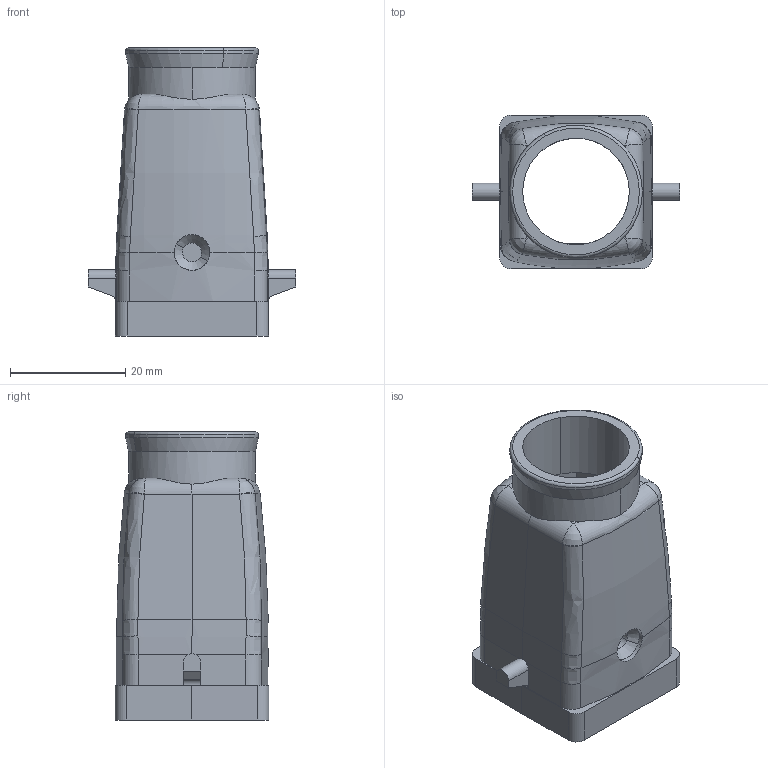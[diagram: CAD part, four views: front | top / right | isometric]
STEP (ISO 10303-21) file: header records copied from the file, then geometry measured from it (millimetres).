
FILE_DESCRIPTION(('CATIA V5R24 STEP','CAx-IF Rec.Pracs.--- Model Styling and Organization---1.2---2011-12-15'),'2;1');
FILE_NAME ('13491075_3', '2018-08-27T07:46:13+00:00', ('Weidmueller Interface'), ('Weidmueller'), 'CATIA Version 5-6 Release 2014 SP4 HF52', 'CATIA V5 STEP AP214', 'none');
FILE_SCHEMA(('AUTOMOTIVE_DESIGN { 1 0 10303 214 1 1 1 1 }'));
Length unit declared in the file: millimetre
Products named in the file (1): 2089000000
Bounding box: 36 x 26.7 x 50 mm (x, y, z)
Volume: 8693.7 mm3; surface area: 9325.3 mm2
Topology: 1 solids, 1 shells, 120 faces, 317 edges, 196 vertices
Faces by surface type: plane 53, cylinder 30, bspline 20, cone 7, torus 4, extrusion 4, revolution 2
Entity records: 4537 total; most frequent: CARTESIAN_POINT 1874, ORIENTED_EDGE 626, DIRECTION 392, EDGE_CURVE 313, VERTEX_POINT 196, VECTOR 162, LINE 158, AXIS2_PLACEMENT_3D 150
